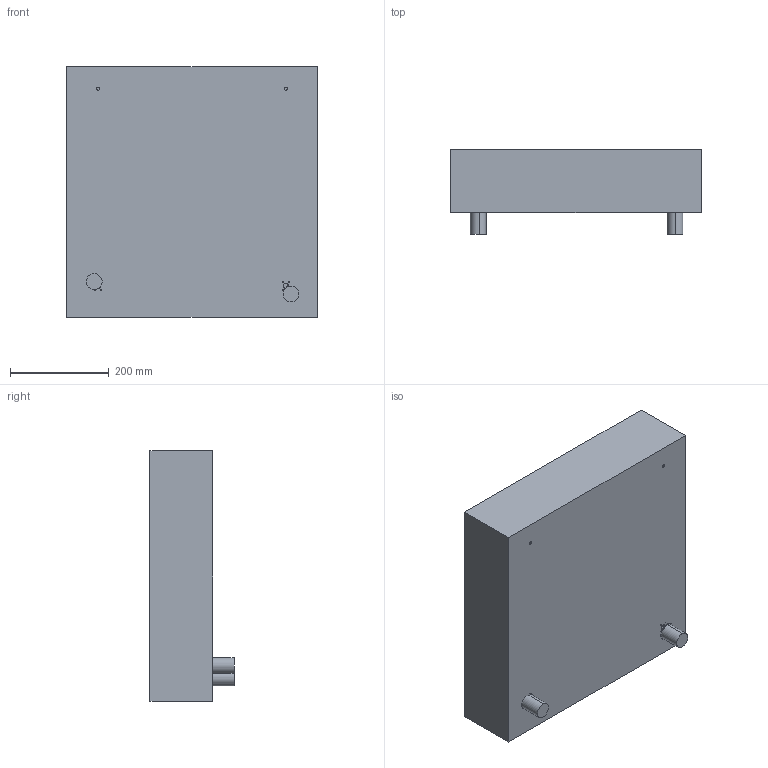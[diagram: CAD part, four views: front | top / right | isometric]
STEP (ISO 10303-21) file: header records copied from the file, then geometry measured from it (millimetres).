
FILE_DESCRIPTION (( 'STEP AP203' ), '1' );
FILE_NAME ('Main Assembly.STEP', '2024-10-29T09:06:42', ( '' ), ( '' ), 'SwSTEP 2.0', 'SolidWorks 2024', '' );
FILE_SCHEMA (( 'CONFIG_CONTROL_DESIGN' ));
Length unit declared in the file: inch
Products named in the file (13): Base plate with stepper holes; spur gear_ai_Inch - Spur gear 24DP 30T 20PA 0.25FW ---S30N3.0H2.0L0.25N; ball 20mm; motor; guide rail M5 14in; 1375K119_MXL Series Timing Belt Pulley.step; spur gear_ai_Inch - Spur gear 24DP 10T 20PA 0.5FW ---S10N3.0H2.0L0.25N; housing; Main Assembly; gearbox assembly; guide rail head 1; guide rail M5 16.37in; spur gear_ai_Inch - Spur gear 24DP 48T 20PA 0.5FW ---S48N3.0H2.0L0.03125N
Assembly tree (25 placements, depth 3):
  Main Assembly
    Base plate with stepper holes
    guide rail M5 14in  x2
    guide rail head 1  x5
    guide rail M5 16.37in
    1375K119_MXL Series Timing Belt Pulley.step  x6
    gearbox assembly  x2
      housing
      spur gear_ai_Inch - Spur gear 24DP 10T 20PA 0.5FW ---S10N3.0H2.0L0.25N
      motor
      spur gear_ai_Inch - Spur gear 24DP 48T 20PA 0.5FW ---S48N3.0H2.0L0.03125N
      spur gear_ai_Inch - Spur gear 24DP 30T 20PA 0.25FW ---S30N3.0H2.0L0.25N
      1375K119_MXL Series Timing Belt Pulley.step
    ball 20mm
Bounding box: 508 x 170.6 x 508 mm (x, y, z)
Volume: 12463269.2 mm3; surface area: 1303190 mm2
Topology: 48 solids, 48 shells, 2453 faces, 6809 edges, 4473 vertices
Faces by surface type: cylinder 1386, plane 889, cone 144, torus 32, sphere 2
Entity records: 28402 total; most frequent: CARTESIAN_POINT 5046, DIRECTION 4967, ORIENTED_EDGE 4370, EDGE_CURVE 2185, AXIS2_PLACEMENT_3D 1989, VERTEX_POINT 1448, CIRCLE 1184, LINE 989
